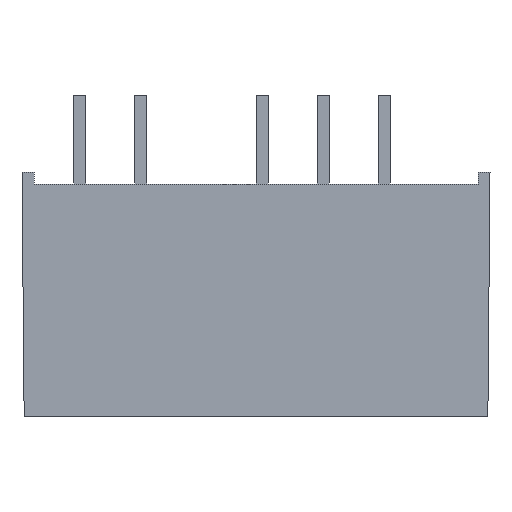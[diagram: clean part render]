
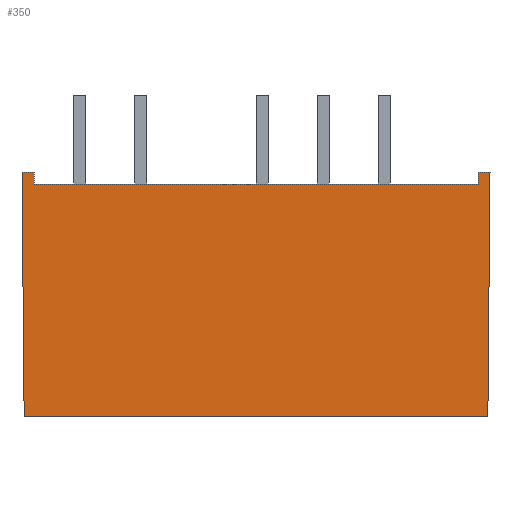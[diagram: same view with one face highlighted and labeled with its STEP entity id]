
A CAD part, front view. The second image highlights one B-rep face of the part: STEP entity #350.
In plain terms, the highlighted planar face has unit normal (0, -1, -0.009).
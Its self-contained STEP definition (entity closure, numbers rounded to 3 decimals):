
#88=CARTESIAN_POINT('',(-9.25,-3.546,9.7));
#89=VERTEX_POINT('',#88);
#90=CARTESIAN_POINT('',(-9.25,-3.55,10.2));
#91=VERTEX_POINT('',#90);
#92=CARTESIAN_POINT('',(-9.25,-3.546,9.7));
#93=DIRECTION('',(0.0,-0.009,1.));
#94=VECTOR('',#93,0.5);
#95=LINE('',#92,#94);
#96=EDGE_CURVE('',#89,#91,#95,.T.);
#128=CARTESIAN_POINT('',(9.25,-3.55,10.2));
#129=VERTEX_POINT('',#128);
#130=CARTESIAN_POINT('',(9.25,-3.546,9.7));
#131=VERTEX_POINT('',#130);
#132=CARTESIAN_POINT('',(9.25,-3.55,10.2));
#133=DIRECTION('',(0.0,0.009,-1.));
#134=VECTOR('',#133,0.5);
#135=LINE('',#132,#134);
#136=EDGE_CURVE('',#129,#131,#135,.T.);
#168=CARTESIAN_POINT('',(9.25,-3.546,9.7));
#169=DIRECTION('',(-1.0,0.0,0.0));
#170=VECTOR('',#169,18.5);
#171=LINE('',#168,#170);
#172=EDGE_CURVE('',#131,#89,#171,.T.);
#191=CARTESIAN_POINT('',(9.75,-3.55,10.2));
#192=VERTEX_POINT('',#191);
#193=CARTESIAN_POINT('',(9.75,-3.55,10.2));
#194=DIRECTION('',(-1.0,0.0,0.0));
#195=VECTOR('',#194,0.5);
#196=LINE('',#193,#195);
#197=EDGE_CURVE('',#192,#129,#196,.T.);
#230=CARTESIAN_POINT('',(-9.75,-3.55,10.2));
#231=VERTEX_POINT('',#230);
#238=CARTESIAN_POINT('',(-9.25,-3.55,10.2));
#239=DIRECTION('',(-1.0,0.0,0.0));
#240=VECTOR('',#239,0.5);
#241=LINE('',#238,#240);
#242=EDGE_CURVE('',#91,#231,#241,.T.);
#289=CARTESIAN_POINT('',(-9.661,-3.461,0.0));
#290=VERTEX_POINT('',#289);
#297=CARTESIAN_POINT('',(-9.75,-3.55,10.2));
#298=DIRECTION('',(0.009,0.009,-1.));
#299=VECTOR('',#298,10.201);
#300=LINE('',#297,#299);
#301=EDGE_CURVE('',#290,#231,#300,.F.);
#312=CARTESIAN_POINT('',(9.661,-3.461,0.));
#313=VERTEX_POINT('',#312);
#314=CARTESIAN_POINT('',(9.661,-3.461,0.));
#315=DIRECTION('',(0.009,-0.009,1.));
#316=VECTOR('',#315,10.201);
#317=LINE('',#314,#316);
#318=EDGE_CURVE('',#313,#192,#317,.T.);
#330=CARTESIAN_POINT('',(9.75,-3.461,0.));
#331=DIRECTION('',(0.,-1.,-0.009));
#332=DIRECTION('',(0.,0.009,-1.));
#333=AXIS2_PLACEMENT_3D('',#330,#331,#332);
#334=PLANE('',#333);
#335=ORIENTED_EDGE('',*,*,#96,.T.);
#336=ORIENTED_EDGE('',*,*,#242,.T.);
#337=ORIENTED_EDGE('',*,*,#301,.F.);
#338=CARTESIAN_POINT('',(9.661,-3.461,0.));
#339=DIRECTION('',(-1.0,0.0,0.0));
#340=VECTOR('',#339,19.322);
#341=LINE('',#338,#340);
#342=EDGE_CURVE('',#290,#313,#341,.F.);
#343=ORIENTED_EDGE('',*,*,#342,.T.);
#344=ORIENTED_EDGE('',*,*,#318,.T.);
#345=ORIENTED_EDGE('',*,*,#197,.T.);
#346=ORIENTED_EDGE('',*,*,#136,.T.);
#347=ORIENTED_EDGE('',*,*,#172,.T.);
#348=EDGE_LOOP('',(#335,#336,#337,#343,#344,#345,#346,#347));
#349=FACE_OUTER_BOUND('',#348,.T.);
#350=ADVANCED_FACE('',(#349),#334,.T.);
